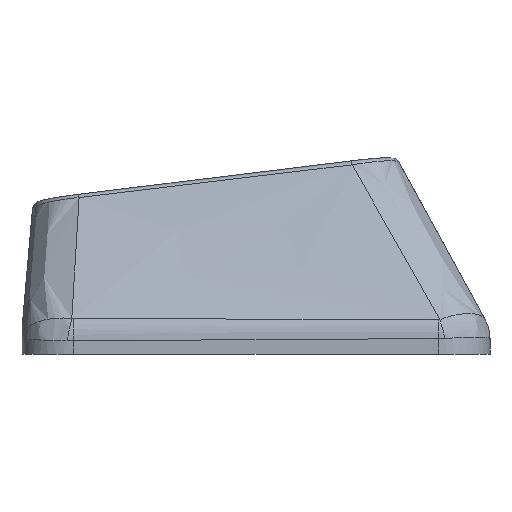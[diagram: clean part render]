
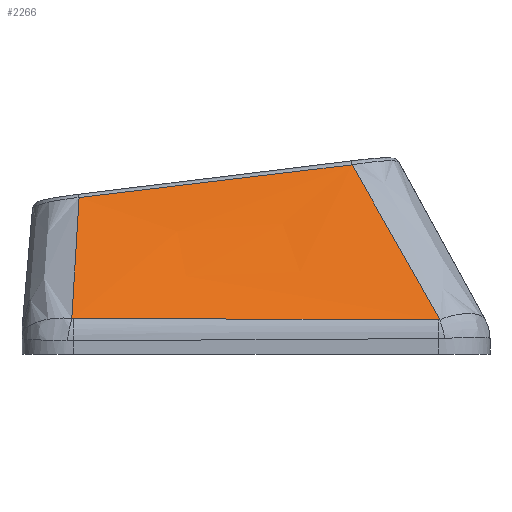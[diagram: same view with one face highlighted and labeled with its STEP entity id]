
A CAD part, left-side view. The second image highlights one B-rep face of the part: STEP entity #2266.
In plain terms, the highlighted free-form (B-spline) face has degree [3, 3] with [4, 4] control points.
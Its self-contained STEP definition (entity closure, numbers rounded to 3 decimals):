
#31=B_SPLINE_SURFACE_WITH_KNOTS('',3,3,((#4963,#4964,#4965,#4966),(#4967,
#4968,#4969,#4970),(#4971,#4972,#4973,#4974),(#4975,#4976,#4977,#4978)),
 .UNSPECIFIED.,.F.,.F.,.F.,(4,4),(4,4),(0.097,0.894),
(0.025,0.948),.UNSPECIFIED.);
#485=FACE_OUTER_BOUND('',#607,.T.);
#607=EDGE_LOOP('',(#1950,#1951,#1952,#1953,#1954,#1955));
#786=B_SPLINE_CURVE_WITH_KNOTS('',3,(#4641,#4642,#4643,#4644),
 .UNSPECIFIED.,.F.,.F.,(4,4),(0.,0.006),
 .UNSPECIFIED.);
#788=B_SPLINE_CURVE_WITH_KNOTS('',3,(#4668,#4669,#4670,#4671),
 .UNSPECIFIED.,.F.,.F.,(4,4),(0.,1.416),.UNSPECIFIED.);
#790=B_SPLINE_CURVE_WITH_KNOTS('',3,(#4695,#4696,#4697,#4698),
 .UNSPECIFIED.,.F.,.F.,(4,4),(0.,0.006),
 .UNSPECIFIED.);
#805=B_SPLINE_CURVE_WITH_KNOTS('',3,(#4980,#4981,#4982,#4983),
 .UNSPECIFIED.,.F.,.F.,(4,4),(0.02,0.788),
 .UNSPECIFIED.);
#806=B_SPLINE_CURVE_WITH_KNOTS('',3,(#4985,#4986,#4987,#4988),
 .UNSPECIFIED.,.F.,.F.,(4,4),(-1.067,0.),.UNSPECIFIED.);
#807=B_SPLINE_CURVE_WITH_KNOTS('',3,(#4989,#4990,#4991,#4992),
 .UNSPECIFIED.,.F.,.F.,(4,4),(-0.592,-0.017),
 .UNSPECIFIED.);
#1044=VERTEX_POINT('',#4603);
#1046=VERTEX_POINT('',#4634);
#1048=VERTEX_POINT('',#4661);
#1050=VERTEX_POINT('',#4688);
#1066=VERTEX_POINT('',#4979);
#1067=VERTEX_POINT('',#4984);
#1356=EDGE_CURVE('',#1044,#1046,#786,.T.);
#1359=EDGE_CURVE('',#1046,#1048,#788,.T.);
#1362=EDGE_CURVE('',#1048,#1050,#790,.T.);
#1386=EDGE_CURVE('',#1066,#1044,#805,.T.);
#1387=EDGE_CURVE('',#1067,#1066,#806,.T.);
#1388=EDGE_CURVE('',#1050,#1067,#807,.T.);
#1950=ORIENTED_EDGE('',*,*,#1362,.F.);
#1951=ORIENTED_EDGE('',*,*,#1359,.F.);
#1952=ORIENTED_EDGE('',*,*,#1356,.F.);
#1953=ORIENTED_EDGE('',*,*,#1386,.F.);
#1954=ORIENTED_EDGE('',*,*,#1387,.F.);
#1955=ORIENTED_EDGE('',*,*,#1388,.F.);
#2266=ADVANCED_FACE('',(#485),#31,.T.);
#4603=CARTESIAN_POINT('',(-20.793,-7.139,0.347));
#4634=CARTESIAN_POINT('',(-20.797,-7.077,0.34));
#4641=CARTESIAN_POINT('Ctrl Pts',(-20.793,-7.139,0.347));
#4642=CARTESIAN_POINT('Ctrl Pts',(-20.795,-7.119,0.342));
#4643=CARTESIAN_POINT('Ctrl Pts',(-20.797,-7.098,0.34));
#4644=CARTESIAN_POINT('Ctrl Pts',(-20.797,-7.077,0.34));
#4661=CARTESIAN_POINT('',(-20.712,7.087,0.389));
#4668=CARTESIAN_POINT('Ctrl Pts',(-20.797,-7.077,0.34));
#4669=CARTESIAN_POINT('Ctrl Pts',(-20.775,-2.356,0.355));
#4670=CARTESIAN_POINT('Ctrl Pts',(-20.748,2.365,0.372));
#4671=CARTESIAN_POINT('Ctrl Pts',(-20.712,7.087,0.389));
#4688=CARTESIAN_POINT('',(-20.708,7.148,0.395));
#4695=CARTESIAN_POINT('Ctrl Pts',(-20.712,7.087,0.389));
#4696=CARTESIAN_POINT('Ctrl Pts',(-20.712,7.107,0.389));
#4697=CARTESIAN_POINT('Ctrl Pts',(-20.71,7.128,0.391));
#4698=CARTESIAN_POINT('Ctrl Pts',(-20.708,7.148,0.395));
#4963=CARTESIAN_POINT('Ctrl Pts',(-17.41,-4.115,6.397));
#4964=CARTESIAN_POINT('Ctrl Pts',(-18.539,-5.124,4.378));
#4965=CARTESIAN_POINT('Ctrl Pts',(-19.668,-6.133,2.359));
#4966=CARTESIAN_POINT('Ctrl Pts',(-20.797,-7.142,0.34));
#4967=CARTESIAN_POINT('Ctrl Pts',(-17.41,-0.361,
5.951));
#4968=CARTESIAN_POINT('Ctrl Pts',(-18.539,-1.034,4.073));
#4969=CARTESIAN_POINT('Ctrl Pts',(-19.668,-1.706,2.195));
#4970=CARTESIAN_POINT('Ctrl Pts',(-20.797,-2.379,0.316));
#4971=CARTESIAN_POINT('Ctrl Pts',(-17.41,3.394,5.505));
#4972=CARTESIAN_POINT('Ctrl Pts',(-18.539,3.057,3.767));
#4973=CARTESIAN_POINT('Ctrl Pts',(-19.668,2.721,2.03));
#4974=CARTESIAN_POINT('Ctrl Pts',(-20.797,2.384,0.293));
#4975=CARTESIAN_POINT('Ctrl Pts',(-17.41,7.148,5.058));
#4976=CARTESIAN_POINT('Ctrl Pts',(-18.539,7.148,3.462));
#4977=CARTESIAN_POINT('Ctrl Pts',(-19.668,7.148,1.865));
#4978=CARTESIAN_POINT('Ctrl Pts',(-20.797,7.148,0.269));
#4979=CARTESIAN_POINT('',(-17.41,-3.729,6.351));
#4980=CARTESIAN_POINT('Ctrl Pts',(-17.41,-3.729,6.351));
#4981=CARTESIAN_POINT('Ctrl Pts',(-18.545,-4.872,4.356));
#4982=CARTESIAN_POINT('Ctrl Pts',(-19.671,-6.008,2.353));
#4983=CARTESIAN_POINT('Ctrl Pts',(-20.793,-7.139,0.347));
#4984=CARTESIAN_POINT('',(-17.416,6.864,5.084));
#4985=CARTESIAN_POINT('Ctrl Pts',(-17.416,6.864,5.084));
#4986=CARTESIAN_POINT('Ctrl Pts',(-17.415,3.333,5.504));
#4987=CARTESIAN_POINT('Ctrl Pts',(-17.413,-0.198,
5.927));
#4988=CARTESIAN_POINT('Ctrl Pts',(-17.41,-3.729,6.351));
#4989=CARTESIAN_POINT('Ctrl Pts',(-20.708,7.148,0.395));
#4990=CARTESIAN_POINT('Ctrl Pts',(-19.605,7.045,1.955));
#4991=CARTESIAN_POINT('Ctrl Pts',(-18.507,6.949,3.518));
#4992=CARTESIAN_POINT('Ctrl Pts',(-17.416,6.864,5.084));
